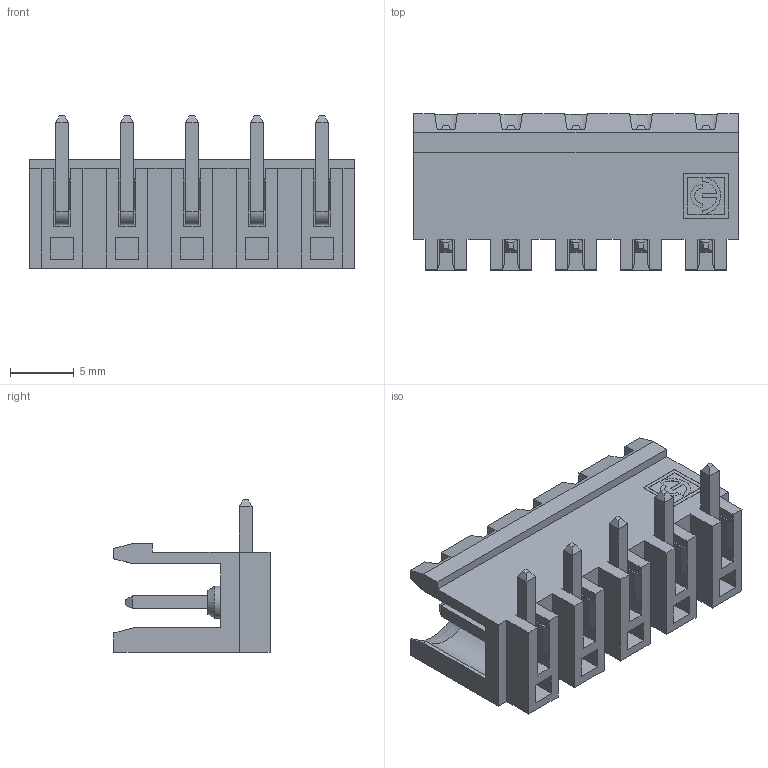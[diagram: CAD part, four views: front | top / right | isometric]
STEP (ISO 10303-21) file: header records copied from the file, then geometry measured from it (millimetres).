
FILE_DESCRIPTION(('STEP AP214'),'1');
FILE_NAME('PV05-5,08-HR.stp','2020-05-26T14:59:42',(' '),(' '),'Spatial InterOp 3D',' ',' ');
FILE_SCHEMA(('automotive_design'));
Length unit declared in the file: metre
Products named in the file (1): 1
Bounding box: 25.4 x 12.2 x 11.9 mm (x, y, z)
Volume: 1071.2 mm3; surface area: 2109.5 mm2
Topology: 1 solids, 1 shells, 330 faces, 827 edges, 518 vertices
Faces by surface type: plane 298, cylinder 21, cone 10, extrusion 1
Full cylindrical faces by diameter (mm): 2.5 x5
Entity records: 12146 total; most frequent: CARTESIAN_POINT 1704, ORIENTED_EDGE 1624, DIRECTION 1513, EDGE_CURVE 812, VECTOR 749, LINE 748, VERTEX_POINT 513, AXIS2_PLACEMENT_3D 382
